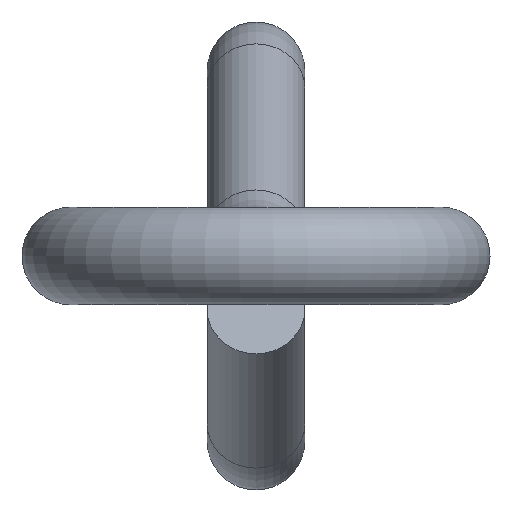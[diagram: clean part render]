
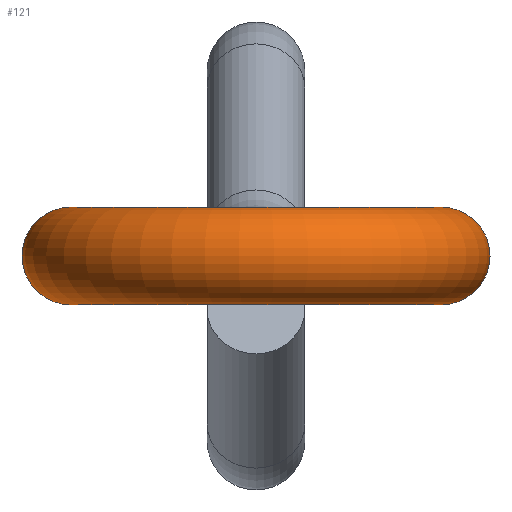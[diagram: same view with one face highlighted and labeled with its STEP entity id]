
A CAD part, left-side view. The second image highlights one B-rep face of the part: STEP entity #121.
In plain terms, the highlighted toroidal (fillet/blend) face has major radius 15.081 mm and minor radius 3.969 mm.
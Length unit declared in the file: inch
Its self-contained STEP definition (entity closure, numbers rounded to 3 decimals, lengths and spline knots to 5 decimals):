
#90=CARTESIAN_POINT('',(-0.9321,6.12637,0.0));
#91=VERTEX_POINT('',#90);
#92=CARTESIAN_POINT('',(-0.86613,6.26801,0.0));
#93=DIRECTION('',(-0.906,0.422,0.0));
#94=DIRECTION('',(-0.422,-0.906,0.0));
#95=AXIS2_PLACEMENT_3D('',#92,#93,#94);
#96=CIRCLE('',#95,0.15625);
#97=EDGE_CURVE('',#91,#91,#96,.T.);
#102=CARTESIAN_POINT('',(-1.11682,5.72978,0.0));
#103=DIRECTION('',(0.0,0.0,-1.0));
#104=DIRECTION('',(-1.0,0.0,0.0));
#105=AXIS2_PLACEMENT_3D('',#102,#103,#104);
#106=TOROIDAL_SURFACE('',#105,0.59375,0.15625);
#107=ORIENTED_EDGE('',*,*,#97,.T.);
#108=EDGE_LOOP('',(#107));
#109=FACE_OUTER_BOUND('',#108,.T.);
#110=CARTESIAN_POINT('',(-0.9321,5.33319,0.0));
#111=VERTEX_POINT('',#110);
#112=CARTESIAN_POINT('',(-0.86613,5.19155,0.0));
#113=DIRECTION('',(0.906,0.422,0.0));
#114=DIRECTION('',(-0.422,0.906,0.0));
#115=AXIS2_PLACEMENT_3D('',#112,#113,#114);
#116=CIRCLE('',#115,0.15625);
#117=EDGE_CURVE('',#111,#111,#116,.T.);
#118=ORIENTED_EDGE('',*,*,#117,.F.);
#119=EDGE_LOOP('',(#118));
#120=FACE_BOUND('',#119,.T.);
#121=ADVANCED_FACE('',(#109,#120),#106,.T.);
